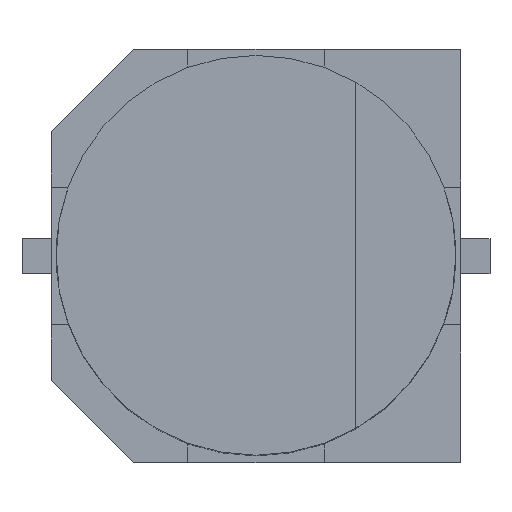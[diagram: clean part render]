
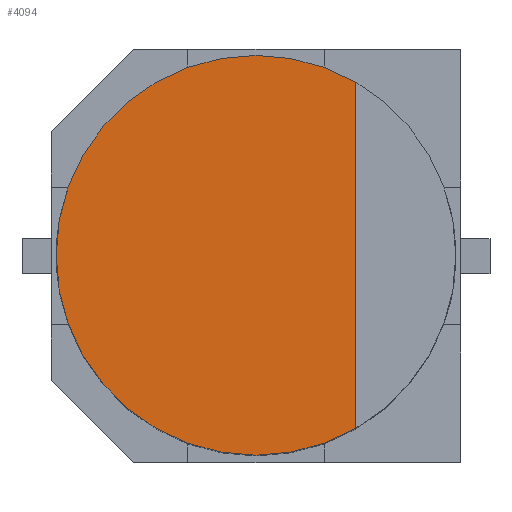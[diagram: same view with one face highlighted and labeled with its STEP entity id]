
A CAD part, top view. The second image highlights one B-rep face of the part: STEP entity #4094.
In plain terms, the highlighted planar face has unit normal (0, 0, 1).
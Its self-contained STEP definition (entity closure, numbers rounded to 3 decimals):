
#3511 = CYLINDRICAL_SURFACE('',#3512,5.125);
#3512 = AXIS2_PLACEMENT_3D('',#3513,#3514,#3515);
#3513 = CARTESIAN_POINT('',(0.,0.,0.749));
#3514 = DIRECTION('',(0.,0.,1.));
#3515 = DIRECTION('',(1.,0.,0.));
#3740 = VERTEX_POINT('',#3741);
#3741 = CARTESIAN_POINT('',(5.125,0.,10.999));
#4040 = EDGE_CURVE('',#3740,#3740,#4041,.T.);
#4041 = SURFACE_CURVE('',#4042,(#4047,#4054),.PCURVE_S1.);
#4042 = CIRCLE('',#4043,5.125);
#4043 = AXIS2_PLACEMENT_3D('',#4044,#4045,#4046);
#4044 = CARTESIAN_POINT('',(0.,0.,10.999));
#4045 = DIRECTION('',(0.,0.,1.));
#4046 = DIRECTION('',(1.,0.,0.));
#4047 = PCURVE('',#3511,#4048);
#4048 = DEFINITIONAL_REPRESENTATION('',(#4049),#4053);
#4049 = LINE('',#4050,#4051);
#4050 = CARTESIAN_POINT('',(0.,10.25));
#4051 = VECTOR('',#4052,1.);
#4052 = DIRECTION('',(1.,0.));
#4053 = ( GEOMETRIC_REPRESENTATION_CONTEXT(2) 
PARAMETRIC_REPRESENTATION_CONTEXT() REPRESENTATION_CONTEXT('2D SPACE',''
  ) );
#4054 = PCURVE('',#4055,#4060);
#4055 = PLANE('',#4056);
#4056 = AXIS2_PLACEMENT_3D('',#4057,#4058,#4059);
#4057 = CARTESIAN_POINT('',(0.,0.,10.999));
#4058 = DIRECTION('',(0.,0.,1.));
#4059 = DIRECTION('',(1.,0.,0.));
#4060 = DEFINITIONAL_REPRESENTATION('',(#4061),#4065);
#4061 = CIRCLE('',#4062,5.125);
#4062 = AXIS2_PLACEMENT_2D('',#4063,#4064);
#4063 = CARTESIAN_POINT('',(0.,0.));
#4064 = DIRECTION('',(1.,0.));
#4065 = ( GEOMETRIC_REPRESENTATION_CONTEXT(2) 
PARAMETRIC_REPRESENTATION_CONTEXT() REPRESENTATION_CONTEXT('2D SPACE',''
  ) );
#4094 = ADVANCED_FACE('',(#4095),#4055,.T.);
#4095 = FACE_BOUND('',#4096,.T.);
#4096 = EDGE_LOOP('',(#4097));
#4097 = ORIENTED_EDGE('',*,*,#4040,.T.);
